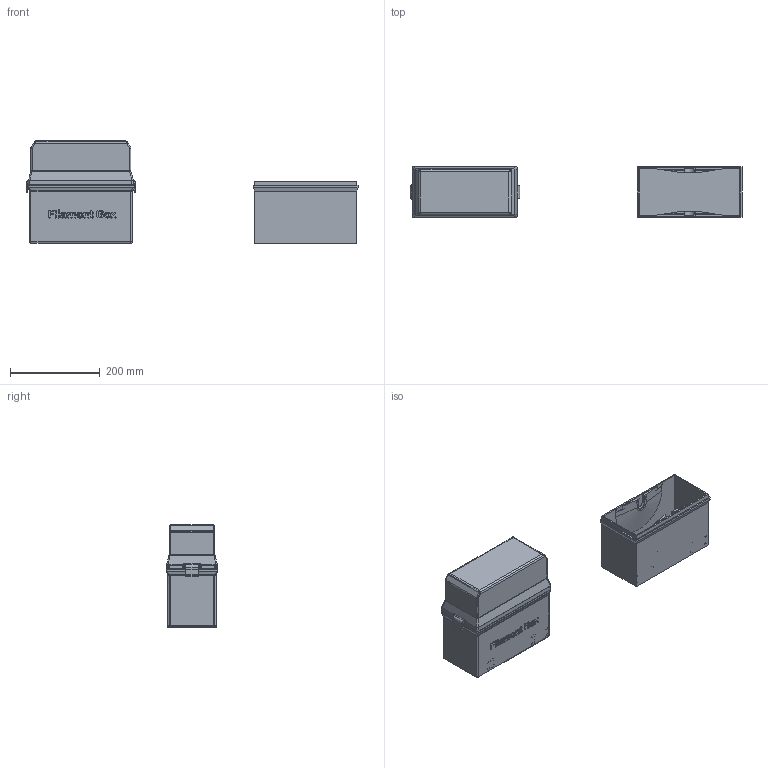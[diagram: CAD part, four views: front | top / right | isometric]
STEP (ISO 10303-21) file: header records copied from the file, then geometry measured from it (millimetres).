
FILE_DESCRIPTION(/* description */ (''),/* implementation_level */ '2;1');
FILE_NAME(/* name */ 'DryBox v20.step',/* time_stamp */ '2022-02-19T09:47:05+08:00',/* author */ (''),/* organization */ (''),/* preprocessor_version */ 'ST-DEVELOPER v18.1',/* originating_system */ 'Autodesk Translation Framework v10.13.0.1454',/* authorisation */ '');
FILE_SCHEMA (('AUTOMOTIVE_DESIGN { 1 0 10303 214 3 1 1 }'));
Length unit declared in the file: millimetre
Products named in the file (1): DryBox
Bounding box: 738.5 x 113 x 228.2 mm (x, y, z)
Volume: 920956 mm3; surface area: 664623.3 mm2
Topology: 3 solids, 3 shells, 1003 faces, 2756 edges, 1788 vertices
Faces by surface type: bspline 406, plane 371, cylinder 182, torus 36, cone 4, sphere 4
Entity records: 38113 total; most frequent: CARTESIAN_POINT 14714, ORIENTED_EDGE 5504, DIRECTION 3860, EDGE_CURVE 2752, VERTEX_POINT 1788, LINE 1456, VECTOR 1456, AXIS2_PLACEMENT_3D 1202
